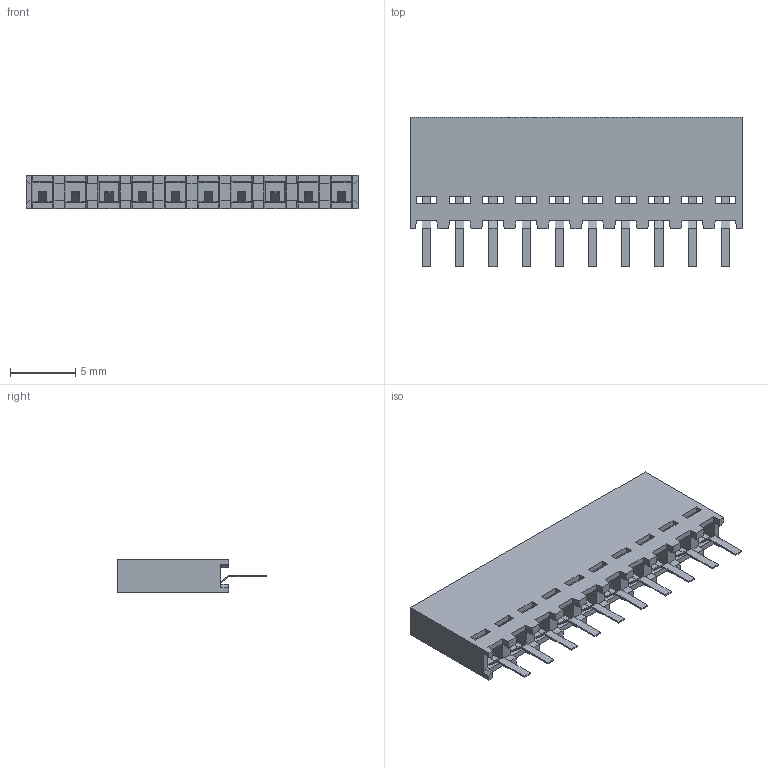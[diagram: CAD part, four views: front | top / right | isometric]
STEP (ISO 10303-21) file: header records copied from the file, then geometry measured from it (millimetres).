
FILE_DESCRIPTION(('FreeCAD Model'),'2;1');
FILE_NAME('Open CASCADE Shape Model','2022-01-02T15:49:02',('Author'),( ''),'Open CASCADE STEP processor 7.5','FreeCAD','Unknown');
FILE_SCHEMA(('AUTOMOTIVE_DESIGN { 1 0 10303 214 1 1 1 1 }'));
Length unit declared in the file: millimetre
Products named in the file (3): 901471110; SOLID; COMPOUND
Assembly tree (2 placements, depth 2):
  901471110
    SOLID
    COMPOUND
Bounding box: 25.4 x 11.4 x 2.54 mm (x, y, z)
Volume: 438 mm3; surface area: 846 mm2
Topology: 1 solids, 1 shells, 469 faces, 1416 edges, 984 vertices
Faces by surface type: plane 469
Entity records: 36560 total; most frequent: CARTESIAN_POINT 5664, DIRECTION 5172, LINE 4188, VECTOR 4188, ORIENTED_EDGE 2792, PCURVE 2792, DEFINITIONAL_REPRESENTATION 2792, EDGE_CURVE 1396
